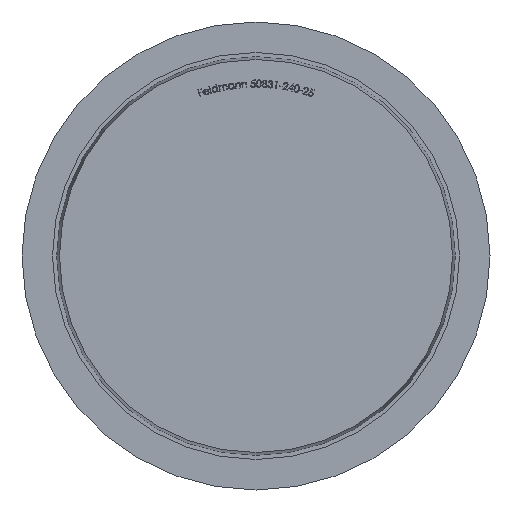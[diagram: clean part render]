
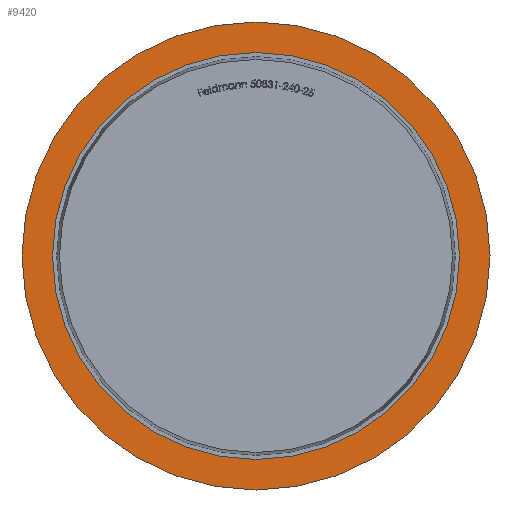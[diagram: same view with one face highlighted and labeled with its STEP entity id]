
A CAD part, front view. The second image highlights one B-rep face of the part: STEP entity #9420.
In plain terms, the highlighted planar face has unit normal (0, -1, 0).
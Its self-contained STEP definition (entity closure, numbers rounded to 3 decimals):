
#255 = CIRCLE ( 'NONE', #7923, 14.35 ) ;
#460 = FACE_OUTER_BOUND ( 'NONE', #5628, .T. ) ;
#810 = CARTESIAN_POINT ( 'NONE',  ( 0., 4.5, 0. ) ) ;
#948 = DIRECTION ( 'NONE',  ( 0., 1., 0. ) ) ;
#1167 = CARTESIAN_POINT ( 'NONE',  ( 0., 4.5, 0. ) ) ;
#1367 = AXIS2_PLACEMENT_3D ( 'NONE', #810, #948, #9167 ) ;
#1525 = CIRCLE ( 'NONE', #1367, 14.35 ) ;
#2212 = CIRCLE ( 'NONE', #15363, 16.85 ) ;
#2394 = CARTESIAN_POINT ( 'NONE',  ( 0., 4.5, 14.35 ) ) ;
#3086 = CARTESIAN_POINT ( 'NONE',  ( 0., 4.5, 16.85 ) ) ;
#3376 = DIRECTION ( 'NONE',  ( 0., 0., 1. ) ) ;
#3748 = VERTEX_POINT ( 'NONE', #12293 ) ;
#4190 = CARTESIAN_POINT ( 'NONE',  ( 0., 4.5, -16.85 ) ) ;
#4428 = DIRECTION ( 'NONE',  ( 0., -1., 0. ) ) ;
#5010 = ORIENTED_EDGE ( 'NONE', *, *, #6026, .T. ) ;
#5488 = EDGE_CURVE ( 'NONE', #6375, #12701, #2212, .T. ) ;
#5537 = DIRECTION ( 'NONE',  ( 0., 1., 0. ) ) ;
#5628 = EDGE_LOOP ( 'NONE', ( #9137, #13651 ) ) ;
#6026 = EDGE_CURVE ( 'NONE', #6099, #3748, #255, .T. ) ;
#6099 = VERTEX_POINT ( 'NONE', #2394 ) ;
#6375 = VERTEX_POINT ( 'NONE', #4190 ) ;
#6641 = CARTESIAN_POINT ( 'NONE',  ( 0., 4.5, 0. ) ) ;
#6806 = DIRECTION ( 'NONE',  ( 0., 0., 1. ) ) ;
#7737 = FACE_BOUND ( 'NONE', #15077, .T. ) ;
#7923 = AXIS2_PLACEMENT_3D ( 'NONE', #6641, #5537, #11524 ) ;
#7967 = PLANE ( 'NONE',  #10675 ) ;
#8154 = DIRECTION ( 'NONE',  ( 0., 1., 0. ) ) ;
#8862 = CIRCLE ( 'NONE', #11182, 16.85 ) ;
#8985 = CARTESIAN_POINT ( 'NONE',  ( 0., 4.5, 0. ) ) ;
#9137 = ORIENTED_EDGE ( 'NONE', *, *, #9843, .F. ) ;
#9167 = DIRECTION ( 'NONE',  ( 0., 0., 1. ) ) ;
#9420 = ADVANCED_FACE ( 'NONE', ( #7737, #460 ), #7967, .T. ) ;
#9843 = EDGE_CURVE ( 'NONE', #12701, #6375, #8862, .T. ) ;
#10559 = DIRECTION ( 'NONE',  ( 0., 1., 0. ) ) ;
#10675 = AXIS2_PLACEMENT_3D ( 'NONE', #8985, #4428, #11556 ) ;
#11182 = AXIS2_PLACEMENT_3D ( 'NONE', #11704, #8154, #6806 ) ;
#11524 = DIRECTION ( 'NONE',  ( 0., 0., 1. ) ) ;
#11556 = DIRECTION ( 'NONE',  ( 0., 0., -1. ) ) ;
#11704 = CARTESIAN_POINT ( 'NONE',  ( 0., 4.5, 0. ) ) ;
#11718 = EDGE_CURVE ( 'NONE', #3748, #6099, #1525, .T. ) ;
#12293 = CARTESIAN_POINT ( 'NONE',  ( 0., 4.5, -14.35 ) ) ;
#12701 = VERTEX_POINT ( 'NONE', #3086 ) ;
#13651 = ORIENTED_EDGE ( 'NONE', *, *, #5488, .F. ) ;
#15077 = EDGE_LOOP ( 'NONE', ( #15367, #5010 ) ) ;
#15363 = AXIS2_PLACEMENT_3D ( 'NONE', #1167, #10559, #3376 ) ;
#15367 = ORIENTED_EDGE ( 'NONE', *, *, #11718, .T. ) ;
